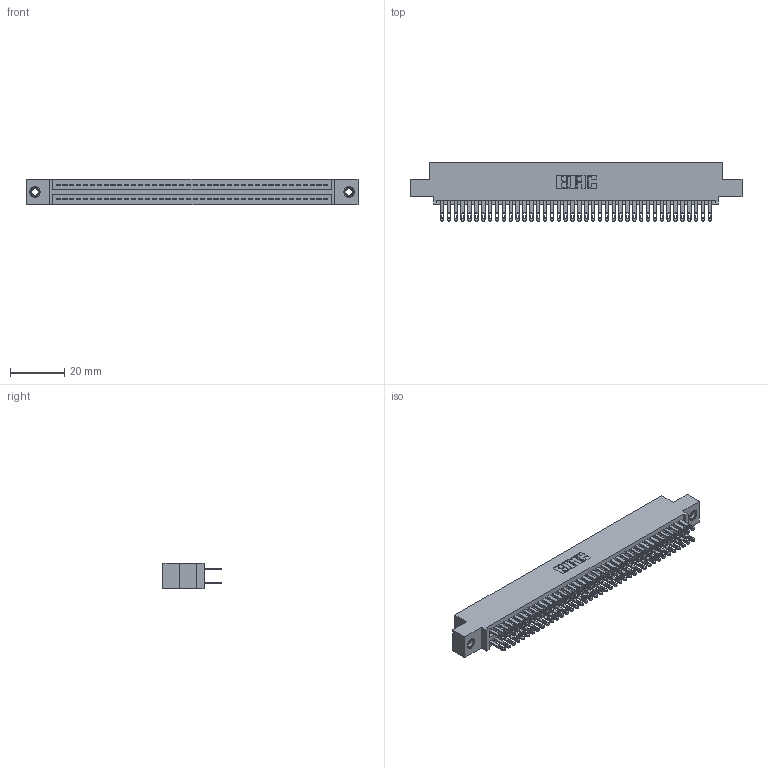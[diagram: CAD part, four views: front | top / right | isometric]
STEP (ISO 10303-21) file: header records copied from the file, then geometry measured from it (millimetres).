
FILE_DESCRIPTION (( 'STEP AP203' ), '1' );
FILE_NAME ('345-080-500-507.STEP', '2018-10-03T15:18:58', ( '' ), ( '' ), 'SwSTEP 2.0', 'SolidWorks 2016', '' );
FILE_SCHEMA (( 'CONFIG_CONTROL_DESIGN' ));
Length unit declared in the file: inch
Products named in the file (4): 345-250-001_345-250-005-103; 345 Part_0.110 Offset - 0.156 Dia-TI; 345-292-001_345-293-100; 345-080-500-507
Assembly tree (83 placements, depth 2):
  345-080-500-507
    345 Part_0.110 Offset - 0.156 Dia-TI
    345-292-001_345-293-100  x80
    345-250-001_345-250-005-103  x2
Bounding box: 122.81 x 21.51 x 9.4 mm (x, y, z)
Volume: 12068.8 mm3; surface area: 18737.7 mm2
Topology: 83 solids, 83 shells, 3870 faces, 11769 edges, 7838 vertices
Faces by surface type: plane 2276, cylinder 1578, cone 12, torus 4
Entity records: 32902 total; most frequent: CARTESIAN_POINT 5499, ORIENTED_EDGE 5426, DIRECTION 4879, EDGE_CURVE 2713, LINE 2397, VECTOR 2397, VERTEX_POINT 1804, AXIS2_PLACEMENT_3D 1241
